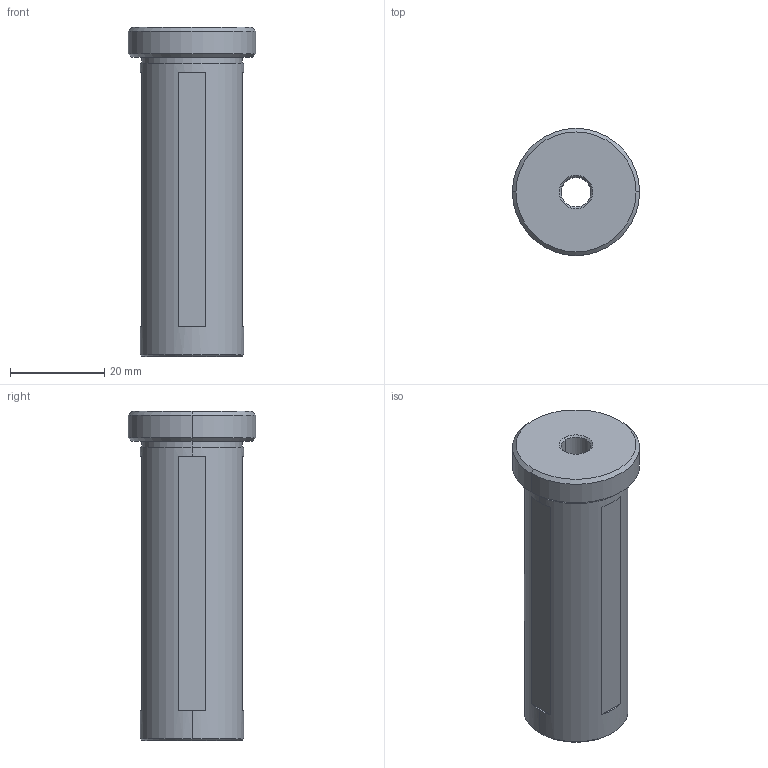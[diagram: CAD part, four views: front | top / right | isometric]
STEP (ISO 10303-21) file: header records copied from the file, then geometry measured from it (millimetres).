
FILE_DESCRIPTION (( 'STEP AP214' ), '1' );
FILE_NAME ('Micro_THMA-622.STEP', '2021-09-06T14:05:52', ( '' ), ( '' ), 'SwSTEP 2.0', 'SolidWorks 2020', '' );
FILE_SCHEMA (( 'AUTOMOTIVE_DESIGN' ));
Length unit declared in the file: inch
Products named in the file (1): Micro_THMA-622
Bounding box: 27 x 27 x 69.85 mm (x, y, z)
Volume: 25157 mm3; surface area: 7347.2 mm2
Topology: 1 solids, 1 shells, 34 faces, 74 edges, 46 vertices
Faces by surface type: plane 16, cone 10, cylinder 8
Entity records: 980 total; most frequent: DIRECTION 182, CARTESIAN_POINT 155, ORIENTED_EDGE 148, EDGE_CURVE 74, AXIS2_PLACEMENT_3D 73, VERTEX_POINT 46, EDGE_LOOP 40, CIRCLE 38
